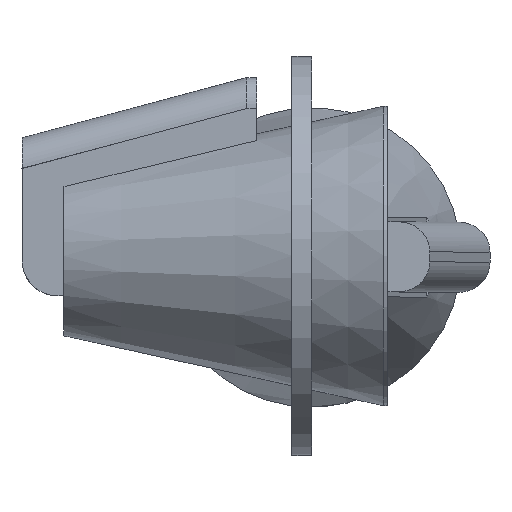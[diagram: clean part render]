
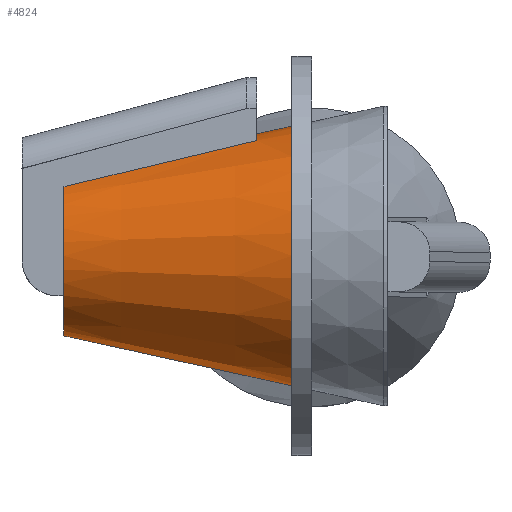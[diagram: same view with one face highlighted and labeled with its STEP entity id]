
A CAD part, top view. The second image highlights one B-rep face of the part: STEP entity #4824.
In plain terms, the highlighted conical face has half-angle 12.339 degrees and reference radius 5.75 mm.
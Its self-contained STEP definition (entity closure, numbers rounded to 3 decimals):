
#321=(
BOUNDED_CURVE()
B_SPLINE_CURVE(2,(#6892,#6893,#6894),.UNSPECIFIED.,.F.,.F.)
B_SPLINE_CURVE_WITH_KNOTS((3,3),(0.579,1.675),
 .UNSPECIFIED.)
CURVE()
GEOMETRIC_REPRESENTATION_ITEM()
RATIONAL_B_SPLINE_CURVE((1.033,1.05,1.013))
REPRESENTATION_ITEM('')
);
#322=(
BOUNDED_CURVE()
B_SPLINE_CURVE(2,(#6896,#6897,#6898),.UNSPECIFIED.,.F.,.F.)
B_SPLINE_CURVE_WITH_KNOTS((3,3),(1.675,1.696),
 .UNSPECIFIED.)
CURVE()
GEOMETRIC_REPRESENTATION_ITEM()
RATIONAL_B_SPLINE_CURVE((1.013,1.012,1.012))
REPRESENTATION_ITEM('')
);
#323=(
BOUNDED_CURVE()
B_SPLINE_CURVE(2,(#6902,#6903,#6904),.UNSPECIFIED.,.F.,.F.)
B_SPLINE_CURVE_WITH_KNOTS((3,3),(1.367,1.383),
 .UNSPECIFIED.)
CURVE()
GEOMETRIC_REPRESENTATION_ITEM()
RATIONAL_B_SPLINE_CURVE((2.224,2.23,2.236))
REPRESENTATION_ITEM('')
);
#324=(
BOUNDED_CURVE()
B_SPLINE_CURVE(2,(#6906,#6907,#6908),.UNSPECIFIED.,.F.,.F.)
B_SPLINE_CURVE_WITH_KNOTS((3,3),(0.668,1.367),
 .UNSPECIFIED.)
CURVE()
GEOMETRIC_REPRESENTATION_ITEM()
RATIONAL_B_SPLINE_CURVE((1.654,1.968,2.224))
REPRESENTATION_ITEM('')
);
#456=CONICAL_SURFACE('',#5125,5.75,0.215);
#484=FACE_OUTER_BOUND('',#760,.T.);
#760=EDGE_LOOP('',(#3411,#3412,#3413,#3414,#3415,#3416,#3417,#3418,#3419,
#3420,#3421,#3422));
#1075=LINE('',#6886,#1541);
#1541=VECTOR('',#5605,5.75);
#1964=CIRCLE('',#5117,6.495);
#1966=CIRCLE('',#5126,6.111);
#1967=CIRCLE('',#5127,6.111);
#1968=CIRCLE('',#5128,4.);
#1969=CIRCLE('',#5129,6.111);
#1970=CIRCLE('',#5130,6.111);
#2104=VERTEX_POINT('',#6853);
#2113=VERTEX_POINT('',#6885);
#2114=VERTEX_POINT('',#6887);
#2115=VERTEX_POINT('',#6889);
#2116=VERTEX_POINT('',#6891);
#2117=VERTEX_POINT('',#6895);
#2118=VERTEX_POINT('',#6899);
#2119=VERTEX_POINT('',#6901);
#2120=VERTEX_POINT('',#6905);
#2121=VERTEX_POINT('',#6909);
#2608=EDGE_CURVE('',#2104,#2104,#1964,.T.);
#2624=EDGE_CURVE('',#2104,#2113,#1075,.T.);
#2625=EDGE_CURVE('',#2114,#2113,#1966,.T.);
#2626=EDGE_CURVE('',#2114,#2115,#1967,.F.);
#2627=EDGE_CURVE('',#2115,#2116,#321,.T.);
#2628=EDGE_CURVE('',#2116,#2117,#322,.T.);
#2629=EDGE_CURVE('',#2117,#2118,#1968,.T.);
#2630=EDGE_CURVE('',#2118,#2119,#323,.F.);
#2631=EDGE_CURVE('',#2119,#2120,#324,.F.);
#2632=EDGE_CURVE('',#2120,#2121,#1969,.F.);
#2633=EDGE_CURVE('',#2113,#2121,#1970,.T.);
#3411=ORIENTED_EDGE('',*,*,#2608,.T.);
#3412=ORIENTED_EDGE('',*,*,#2624,.T.);
#3413=ORIENTED_EDGE('',*,*,#2625,.F.);
#3414=ORIENTED_EDGE('',*,*,#2626,.T.);
#3415=ORIENTED_EDGE('',*,*,#2627,.T.);
#3416=ORIENTED_EDGE('',*,*,#2628,.T.);
#3417=ORIENTED_EDGE('',*,*,#2629,.T.);
#3418=ORIENTED_EDGE('',*,*,#2630,.T.);
#3419=ORIENTED_EDGE('',*,*,#2631,.T.);
#3420=ORIENTED_EDGE('',*,*,#2632,.T.);
#3421=ORIENTED_EDGE('',*,*,#2633,.F.);
#3422=ORIENTED_EDGE('',*,*,#2624,.F.);
#4824=ADVANCED_FACE('',(#484),#456,.T.);
#5117=AXIS2_PLACEMENT_3D('',#6854,#5573,#5574);
#5125=AXIS2_PLACEMENT_3D('',#6884,#5603,#5604);
#5126=AXIS2_PLACEMENT_3D('',#6888,#5606,#5607);
#5127=AXIS2_PLACEMENT_3D('',#6890,#5608,#5609);
#5128=AXIS2_PLACEMENT_3D('',#6900,#5610,#5611);
#5129=AXIS2_PLACEMENT_3D('',#6910,#5612,#5613);
#5130=AXIS2_PLACEMENT_3D('',#6911,#5614,#5615);
#5573=DIRECTION('center_axis',(-1.,0.,0.));
#5574=DIRECTION('ref_axis',(0.,-1.,0.));
#5603=DIRECTION('center_axis',(1.,0.,0.));
#5604=DIRECTION('ref_axis',(0.,-1.,0.));
#5605=DIRECTION('',(-0.977,-0.214,0.));
#5606=DIRECTION('center_axis',(-1.,0.,0.));
#5607=DIRECTION('ref_axis',(0.,-1.,0.));
#5608=DIRECTION('center_axis',(-1.,0.,0.));
#5609=DIRECTION('ref_axis',(0.,-1.,0.));
#5610=DIRECTION('center_axis',(1.,0.,0.));
#5611=DIRECTION('ref_axis',(0.,-1.,0.));
#5612=DIRECTION('center_axis',(-1.,0.,0.));
#5613=DIRECTION('ref_axis',(0.,-1.,0.));
#5614=DIRECTION('center_axis',(-1.,0.,0.));
#5615=DIRECTION('ref_axis',(0.,-1.,0.));
#6853=CARTESIAN_POINT('',(84.506,-55.005,414.363));
#6854=CARTESIAN_POINT('Origin',(84.506,-61.5,414.363));
#6884=CARTESIAN_POINT('Origin',(81.1,-61.5,414.363));
#6885=CARTESIAN_POINT('',(82.75,-55.389,414.363));
#6886=CARTESIAN_POINT('',(81.1,-55.75,414.363));
#6887=CARTESIAN_POINT('',(82.75,-55.645,416.113));
#6888=CARTESIAN_POINT('Origin',(82.75,-61.5,414.363));
#6889=CARTESIAN_POINT('',(82.75,-55.726,416.363));
#6890=CARTESIAN_POINT('Origin',(82.75,-61.5,414.363));
#6891=CARTESIAN_POINT('',(73.242,-58.,416.363));
#6892=CARTESIAN_POINT('Ctrl Pts',(82.75,-55.726,416.363));
#6893=CARTESIAN_POINT('Ctrl Pts',(76.83,-57.096,416.363));
#6894=CARTESIAN_POINT('Ctrl Pts',(73.242,-58.,416.363));
#6895=CARTESIAN_POINT('',(73.1,-58.036,416.363));
#6896=CARTESIAN_POINT('Ctrl Pts',(73.242,-58.,416.363));
#6897=CARTESIAN_POINT('Ctrl Pts',(73.171,-58.018,416.363));
#6898=CARTESIAN_POINT('Ctrl Pts',(73.1,-58.036,416.363));
#6899=CARTESIAN_POINT('',(73.1,-58.036,412.363));
#6900=CARTESIAN_POINT('Origin',(73.1,-61.5,414.363));
#6901=CARTESIAN_POINT('',(73.242,-58.,412.363));
#6902=CARTESIAN_POINT('Ctrl Pts',(73.242,-58.,412.363));
#6903=CARTESIAN_POINT('Ctrl Pts',(73.171,-58.018,412.363));
#6904=CARTESIAN_POINT('Ctrl Pts',(73.1,-58.036,412.363));
#6905=CARTESIAN_POINT('',(82.75,-55.726,412.363));
#6906=CARTESIAN_POINT('Ctrl Pts',(82.75,-55.726,412.363));
#6907=CARTESIAN_POINT('Ctrl Pts',(76.83,-57.096,412.363));
#6908=CARTESIAN_POINT('Ctrl Pts',(73.242,-58.,412.363));
#6909=CARTESIAN_POINT('',(82.75,-55.645,412.613));
#6910=CARTESIAN_POINT('Origin',(82.75,-61.5,414.363));
#6911=CARTESIAN_POINT('Origin',(82.75,-61.5,414.363));
